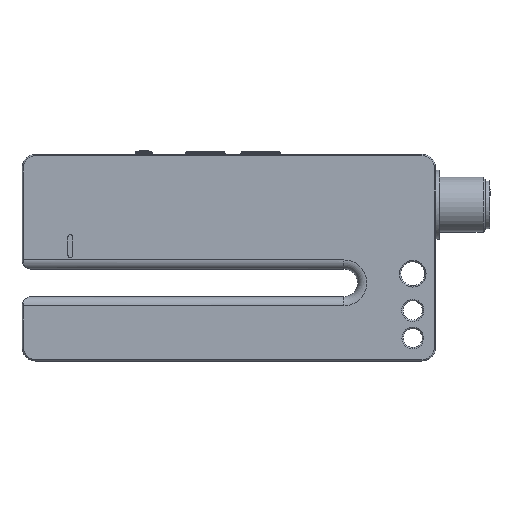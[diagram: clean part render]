
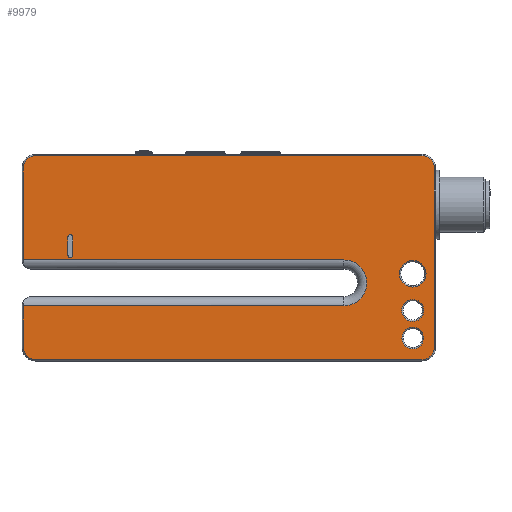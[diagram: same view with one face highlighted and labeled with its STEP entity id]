
A CAD part, left-side view. The second image highlights one B-rep face of the part: STEP entity #9979.
In plain terms, the highlighted planar face has unit normal (-1, 0, 0).
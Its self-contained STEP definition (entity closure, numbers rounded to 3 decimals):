
#296=FACE_BOUND('',#1756,.T.);
#297=FACE_BOUND('',#1757,.T.);
#298=FACE_BOUND('',#1758,.T.);
#299=FACE_BOUND('',#1759,.T.);
#564=PLANE('',#10857);
#1092=FACE_OUTER_BOUND('',#1755,.T.);
#1755=EDGE_LOOP('',(#8072,#8073,#8074,#8075,#8076,#8077,#8078,#8079,#8080,
#8081,#8082,#8083));
#1756=EDGE_LOOP('',(#8084));
#1757=EDGE_LOOP('',(#8085,#8086,#8087,#8088));
#1758=EDGE_LOOP('',(#8089));
#1759=EDGE_LOOP('',(#8090));
#2181=CIRCLE('',#10736,5.);
#2201=CIRCLE('',#10777,0.5);
#2202=CIRCLE('',#10780,0.5);
#2217=CIRCLE('',#10822,2.7);
#2218=CIRCLE('',#10825,2.7);
#2219=CIRCLE('',#10828,2.7);
#2220=CIRCLE('',#10831,2.7);
#2226=CIRCLE('',#10853,2.9);
#2228=CIRCLE('',#10856,2.4);
#2229=CIRCLE('',#10858,2.367);
#2814=LINE('',#15960,#3677);
#2836=LINE('',#16045,#3699);
#2840=LINE('',#16054,#3703);
#2876=LINE('',#16237,#3739);
#2878=LINE('',#16243,#3741);
#2881=LINE('',#16251,#3744);
#2884=LINE('',#16259,#3747);
#2887=LINE('',#16267,#3750);
#2889=LINE('',#16273,#3752);
#3677=VECTOR('',#12762,10.);
#3699=VECTOR('',#12854,10.);
#3703=VECTOR('',#12864,10.);
#3739=VECTOR('',#12978,10.);
#3741=VECTOR('',#12986,10.);
#3744=VECTOR('',#12995,10.);
#3747=VECTOR('',#13004,10.);
#3750=VECTOR('',#13013,10.);
#3752=VECTOR('',#13021,10.);
#4558=VERTEX_POINT('',#15949);
#4559=VERTEX_POINT('',#15951);
#4561=VERTEX_POINT('',#15957);
#4588=VERTEX_POINT('',#16043);
#4589=VERTEX_POINT('',#16044);
#4590=VERTEX_POINT('',#16049);
#4591=VERTEX_POINT('',#16053);
#4621=VERTEX_POINT('',#16234);
#4623=VERTEX_POINT('',#16241);
#4624=VERTEX_POINT('',#16245);
#4625=VERTEX_POINT('',#16249);
#4626=VERTEX_POINT('',#16253);
#4627=VERTEX_POINT('',#16257);
#4628=VERTEX_POINT('',#16261);
#4629=VERTEX_POINT('',#16265);
#4630=VERTEX_POINT('',#16269);
#4642=VERTEX_POINT('',#16319);
#4644=VERTEX_POINT('',#16324);
#4645=VERTEX_POINT('',#16327);
#5694=EDGE_CURVE('',#4558,#4559,#2181,.T.);
#5699=EDGE_CURVE('',#4559,#4561,#2814,.T.);
#5739=EDGE_CURVE('',#4588,#4589,#2836,.T.);
#5742=EDGE_CURVE('',#4589,#4590,#2201,.T.);
#5744=EDGE_CURVE('',#4590,#4591,#2840,.T.);
#5746=EDGE_CURVE('',#4591,#4588,#2202,.T.);
#5799=EDGE_CURVE('',#4621,#4558,#2876,.T.);
#5803=EDGE_CURVE('',#4623,#4621,#2878,.T.);
#5805=EDGE_CURVE('',#4624,#4623,#2217,.T.);
#5807=EDGE_CURVE('',#4625,#4624,#2881,.T.);
#5809=EDGE_CURVE('',#4626,#4625,#2218,.T.);
#5811=EDGE_CURVE('',#4627,#4626,#2884,.T.);
#5813=EDGE_CURVE('',#4628,#4627,#2219,.T.);
#5815=EDGE_CURVE('',#4629,#4628,#2887,.T.);
#5817=EDGE_CURVE('',#4630,#4629,#2220,.T.);
#5818=EDGE_CURVE('',#4561,#4630,#2889,.T.);
#5841=EDGE_CURVE('',#4642,#4642,#2226,.T.);
#5843=EDGE_CURVE('',#4644,#4644,#2228,.T.);
#5844=EDGE_CURVE('',#4645,#4645,#2229,.T.);
#8072=ORIENTED_EDGE('',*,*,#5803,.F.);
#8073=ORIENTED_EDGE('',*,*,#5805,.F.);
#8074=ORIENTED_EDGE('',*,*,#5807,.F.);
#8075=ORIENTED_EDGE('',*,*,#5809,.F.);
#8076=ORIENTED_EDGE('',*,*,#5811,.F.);
#8077=ORIENTED_EDGE('',*,*,#5813,.F.);
#8078=ORIENTED_EDGE('',*,*,#5815,.F.);
#8079=ORIENTED_EDGE('',*,*,#5817,.F.);
#8080=ORIENTED_EDGE('',*,*,#5818,.F.);
#8081=ORIENTED_EDGE('',*,*,#5699,.F.);
#8082=ORIENTED_EDGE('',*,*,#5694,.F.);
#8083=ORIENTED_EDGE('',*,*,#5799,.F.);
#8084=ORIENTED_EDGE('',*,*,#5843,.F.);
#8085=ORIENTED_EDGE('',*,*,#5746,.T.);
#8086=ORIENTED_EDGE('',*,*,#5739,.T.);
#8087=ORIENTED_EDGE('',*,*,#5742,.T.);
#8088=ORIENTED_EDGE('',*,*,#5744,.T.);
#8089=ORIENTED_EDGE('',*,*,#5841,.F.);
#8090=ORIENTED_EDGE('',*,*,#5844,.F.);
#9979=ADVANCED_FACE('',(#1092,#296,#297,#298,#299),#564,.T.);
#10736=AXIS2_PLACEMENT_3D('',#15952,#12751,#12752);
#10777=AXIS2_PLACEMENT_3D('',#16050,#12859,#12860);
#10780=AXIS2_PLACEMENT_3D('',#16057,#12868,#12869);
#10822=AXIS2_PLACEMENT_3D('',#16247,#12990,#12991);
#10825=AXIS2_PLACEMENT_3D('',#16255,#12999,#13000);
#10828=AXIS2_PLACEMENT_3D('',#16263,#13008,#13009);
#10831=AXIS2_PLACEMENT_3D('',#16271,#13017,#13018);
#10853=AXIS2_PLACEMENT_3D('',#16320,#13076,#13077);
#10856=AXIS2_PLACEMENT_3D('',#16325,#13082,#13083);
#10857=AXIS2_PLACEMENT_3D('',#16326,#13084,#13085);
#10858=AXIS2_PLACEMENT_3D('',#16328,#13086,#13087);
#12751=DIRECTION('center_axis',(-1.,0.,0.));
#12752=DIRECTION('ref_axis',(0.,-1.,0.));
#12762=DIRECTION('',(0.,1.,0.));
#12854=DIRECTION('',(0.,0.,-1.));
#12859=DIRECTION('center_axis',(1.,0.,0.));
#12860=DIRECTION('ref_axis',(0.,1.,0.));
#12864=DIRECTION('',(0.,0.,1.));
#12868=DIRECTION('center_axis',(1.,0.,0.));
#12869=DIRECTION('ref_axis',(0.,-1.,0.));
#12978=DIRECTION('',(0.,-1.,0.));
#12986=DIRECTION('',(0.,0.,1.));
#12990=DIRECTION('center_axis',(1.,0.,0.));
#12991=DIRECTION('ref_axis',(0.,0.707,-0.707));
#12995=DIRECTION('',(0.,1.,0.));
#12999=DIRECTION('center_axis',(1.,0.,0.));
#13000=DIRECTION('ref_axis',(0.,-0.707,-0.707));
#13004=DIRECTION('',(0.,0.,-1.));
#13008=DIRECTION('center_axis',(1.,0.,0.));
#13009=DIRECTION('ref_axis',(0.,-0.707,0.707));
#13013=DIRECTION('',(0.,-1.,0.));
#13017=DIRECTION('center_axis',(1.,0.,0.));
#13018=DIRECTION('ref_axis',(0.,0.707,0.707));
#13021=DIRECTION('',(0.,0.,1.));
#13076=DIRECTION('center_axis',(-1.,0.,0.));
#13077=DIRECTION('ref_axis',(0.,1.,0.));
#13082=DIRECTION('center_axis',(-1.,0.,0.));
#13083=DIRECTION('ref_axis',(0.,1.,0.));
#13084=DIRECTION('center_axis',(-1.,0.,0.));
#13085=DIRECTION('ref_axis',(0.,-1.,0.));
#13086=DIRECTION('center_axis',(-1.,0.,0.));
#13087=DIRECTION('ref_axis',(0.,1.,0.));
#15949=CARTESIAN_POINT('',(2.,57.106,12.));
#15951=CARTESIAN_POINT('',(2.,57.106,22.));
#15952=CARTESIAN_POINT('Origin',(2.,57.106,17.));
#15957=CARTESIAN_POINT('',(2.,126.806,22.));
#15960=CARTESIAN_POINT('',(2.,105.749,22.));
#16043=CARTESIAN_POINT('',(2.,116.106,27.));
#16044=CARTESIAN_POINT('',(2.,116.106,23.));
#16045=CARTESIAN_POINT('',(2.,116.106,23.806));
#16049=CARTESIAN_POINT('',(2.,117.106,23.));
#16050=CARTESIAN_POINT('Origin',(2.,116.606,23.));
#16053=CARTESIAN_POINT('',(2.,117.106,27.));
#16054=CARTESIAN_POINT('',(2.,117.106,21.806));
#16057=CARTESIAN_POINT('Origin',(2.,116.606,27.));
#16234=CARTESIAN_POINT('',(2.,126.806,12.));
#16237=CARTESIAN_POINT('',(2.,70.749,12.));
#16241=CARTESIAN_POINT('',(2.,126.806,3.));
#16243=CARTESIAN_POINT('',(2.,126.806,17.306));
#16245=CARTESIAN_POINT('',(2.,124.106,0.3));
#16247=CARTESIAN_POINT('Origin',(2.,124.106,3.));
#16249=CARTESIAN_POINT('',(2.,40.106,0.3));
#16251=CARTESIAN_POINT('',(2.,105.749,0.3));
#16253=CARTESIAN_POINT('',(2.,37.406,3.));
#16255=CARTESIAN_POINT('Origin',(2.,40.106,3.));
#16257=CARTESIAN_POINT('',(2.,37.406,42.));
#16259=CARTESIAN_POINT('',(2.,37.406,10.306));
#16261=CARTESIAN_POINT('',(2.,40.106,44.7));
#16263=CARTESIAN_POINT('Origin',(2.,40.106,42.));
#16265=CARTESIAN_POINT('',(2.,124.106,44.7));
#16267=CARTESIAN_POINT('',(2.,60.749,44.7));
#16269=CARTESIAN_POINT('',(2.,126.806,42.));
#16271=CARTESIAN_POINT('Origin',(2.,124.106,42.));
#16273=CARTESIAN_POINT('',(2.,126.806,32.806));
#16319=CARTESIAN_POINT('',(2.,39.206,19.));
#16320=CARTESIAN_POINT('Origin',(2.,42.106,19.));
#16324=CARTESIAN_POINT('',(2.,39.706,11.));
#16325=CARTESIAN_POINT('Origin',(2.,42.106,11.));
#16326=CARTESIAN_POINT('Origin',(2.,84.392,20.613));
#16327=CARTESIAN_POINT('',(2.,39.739,5.));
#16328=CARTESIAN_POINT('Origin',(2.,42.106,5.));
